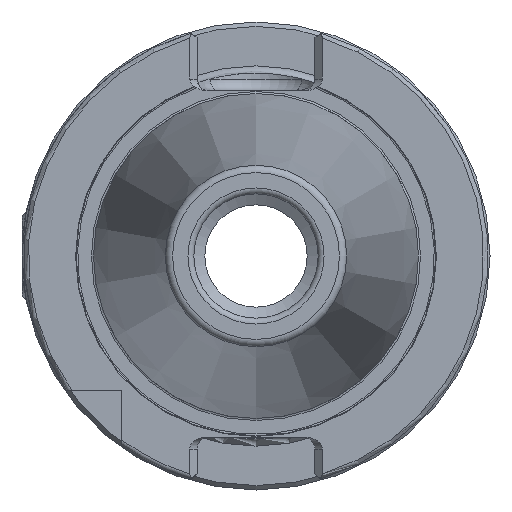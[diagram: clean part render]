
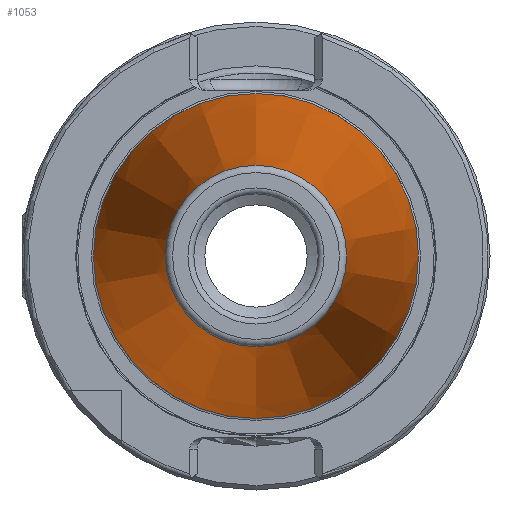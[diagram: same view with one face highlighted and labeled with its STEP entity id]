
A CAD part, left-side view. The second image highlights one B-rep face of the part: STEP entity #1053.
In plain terms, the highlighted conical face has half-angle 8.297 degrees and reference radius 22.225 mm.
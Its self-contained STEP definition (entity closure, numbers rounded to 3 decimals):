
#666 = AXIS2_PLACEMENT_3D ( 'NONE', #4622, #1699, #3749 ) ;
#869 = FACE_BOUND ( 'NONE', #1806, .T. ) ;
#936 = CONICAL_SURFACE ( 'NONE', #2954, 22.225, 0.145 ) ;
#1053 = ADVANCED_FACE ( 'NONE', ( #869, #3195 ), #936, .T. ) ;
#1455 = EDGE_CURVE ( 'NONE', #2795, #2795, #4249, .T. ) ;
#1699 = DIRECTION ( 'NONE',  ( -1., 0., 0. ) ) ;
#1772 = CARTESIAN_POINT ( 'NONE',  ( 0., 0., 0. ) ) ;
#1806 = EDGE_LOOP ( 'NONE', ( #5223 ) ) ;
#1881 = VERTEX_POINT ( 'NONE', #2571 ) ;
#1915 = CARTESIAN_POINT ( 'NONE',  ( -67.394, 0., 0. ) ) ;
#2571 = CARTESIAN_POINT ( 'NONE',  ( -67.394, 0., 12.397 ) ) ;
#2705 = DIRECTION ( 'NONE',  ( 0., 0., 1. ) ) ;
#2714 = CIRCLE ( 'NONE', #3894, 12.397 ) ;
#2795 = VERTEX_POINT ( 'NONE', #3854 ) ;
#2954 = AXIS2_PLACEMENT_3D ( 'NONE', #1772, #4282, #3837 ) ;
#3145 = DIRECTION ( 'NONE',  ( -1., 0., 0. ) ) ;
#3195 = FACE_OUTER_BOUND ( 'NONE', #4978, .T. ) ;
#3617 = EDGE_CURVE ( 'NONE', #1881, #1881, #2714, .T. ) ;
#3732 = ORIENTED_EDGE ( 'NONE', *, *, #1455, .T. ) ;
#3749 = DIRECTION ( 'NONE',  ( 0., 0., 1. ) ) ;
#3837 = DIRECTION ( 'NONE',  ( 0., 0., -1. ) ) ;
#3854 = CARTESIAN_POINT ( 'NONE',  ( 0., 0., 22.225 ) ) ;
#3894 = AXIS2_PLACEMENT_3D ( 'NONE', #1915, #3145, #2705 ) ;
#4249 = CIRCLE ( 'NONE', #666, 22.225 ) ;
#4282 = DIRECTION ( 'NONE',  ( 1., 0., 0. ) ) ;
#4622 = CARTESIAN_POINT ( 'NONE',  ( 0., 0., 0. ) ) ;
#4978 = EDGE_LOOP ( 'NONE', ( #3732 ) ) ;
#5223 = ORIENTED_EDGE ( 'NONE', *, *, #3617, .F. ) ;
